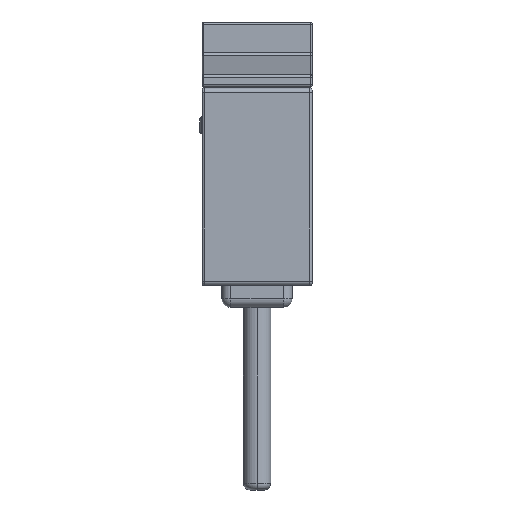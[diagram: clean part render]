
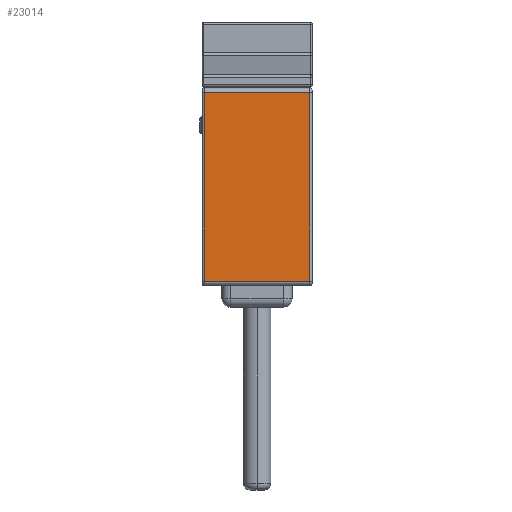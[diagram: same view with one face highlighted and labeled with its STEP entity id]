
A CAD part, left-side view. The second image highlights one B-rep face of the part: STEP entity #23014.
In plain terms, the highlighted planar face has unit normal (-1, 0, 0).
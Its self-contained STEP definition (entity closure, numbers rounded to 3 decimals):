
#1080 = VECTOR ( 'NONE', #9091, 1000. ) ;
#1595 = CARTESIAN_POINT ( 'NONE',  ( -5., -1.2, 4.5 ) ) ;
#4140 = EDGE_CURVE ( 'NONE', #7014, #30674, #21015, .T. ) ;
#4791 = CARTESIAN_POINT ( 'NONE',  ( -5., -1.2, 4.4 ) ) ;
#4891 = DIRECTION ( 'NONE',  ( 0., 0., -1. ) ) ;
#5651 = VECTOR ( 'NONE', #6913, 1000. ) ;
#5680 = VECTOR ( 'NONE', #6800, 1000. ) ;
#6079 = DIRECTION ( 'NONE',  ( 0., 0., -1. ) ) ;
#6187 = EDGE_LOOP ( 'NONE', ( #21510, #15909, #21230, #20796 ) ) ;
#6580 = VERTEX_POINT ( 'NONE', #12919 ) ;
#6672 = CARTESIAN_POINT ( 'NONE',  ( -5., 1.2, 0.1 ) ) ;
#6800 = DIRECTION ( 'NONE',  ( 0., 1., 0. ) ) ;
#6913 = DIRECTION ( 'NONE',  ( 0., -1., 0. ) ) ;
#7014 = VERTEX_POINT ( 'NONE', #8050 ) ;
#8050 = CARTESIAN_POINT ( 'NONE',  ( -5., -1.2, 0.1 ) ) ;
#9091 = DIRECTION ( 'NONE',  ( 0., 0., 1. ) ) ;
#11471 = VERTEX_POINT ( 'NONE', #6672 ) ;
#12061 = LINE ( 'NONE', #24289, #22776 ) ;
#12265 = EDGE_CURVE ( 'NONE', #11471, #7014, #30371, .T. ) ;
#12919 = CARTESIAN_POINT ( 'NONE',  ( -5., 1.2, 4.4 ) ) ;
#15909 = ORIENTED_EDGE ( 'NONE', *, *, #22079, .T. ) ;
#20796 = ORIENTED_EDGE ( 'NONE', *, *, #4140, .T. ) ;
#21015 = LINE ( 'NONE', #1595, #1080 ) ;
#21230 = ORIENTED_EDGE ( 'NONE', *, *, #12265, .T. ) ;
#21356 = CARTESIAN_POINT ( 'NONE',  ( -5., 1.25, 4.4 ) ) ;
#21502 = DIRECTION ( 'NONE',  ( 1., 0., 0. ) ) ;
#21510 = ORIENTED_EDGE ( 'NONE', *, *, #25484, .T. ) ;
#22079 = EDGE_CURVE ( 'NONE', #6580, #11471, #12061, .T. ) ;
#22218 = AXIS2_PLACEMENT_3D ( 'NONE', #26665, #21502, #4891 ) ;
#22776 = VECTOR ( 'NONE', #6079, 1000. ) ;
#23014 = ADVANCED_FACE ( 'NONE', ( #24151 ), #26355, .F. ) ;
#24151 = FACE_OUTER_BOUND ( 'NONE', #6187, .T. ) ;
#24289 = CARTESIAN_POINT ( 'NONE',  ( -5., 1.2, 4.5 ) ) ;
#25484 = EDGE_CURVE ( 'NONE', #30674, #6580, #28524, .T. ) ;
#25715 = CARTESIAN_POINT ( 'NONE',  ( -5., -1.25, 0.1 ) ) ;
#26355 = PLANE ( 'NONE',  #22218 ) ;
#26665 = CARTESIAN_POINT ( 'NONE',  ( -5., -1.25, 4.5 ) ) ;
#28524 = LINE ( 'NONE', #21356, #5680 ) ;
#30371 = LINE ( 'NONE', #25715, #5651 ) ;
#30674 = VERTEX_POINT ( 'NONE', #4791 ) ;
